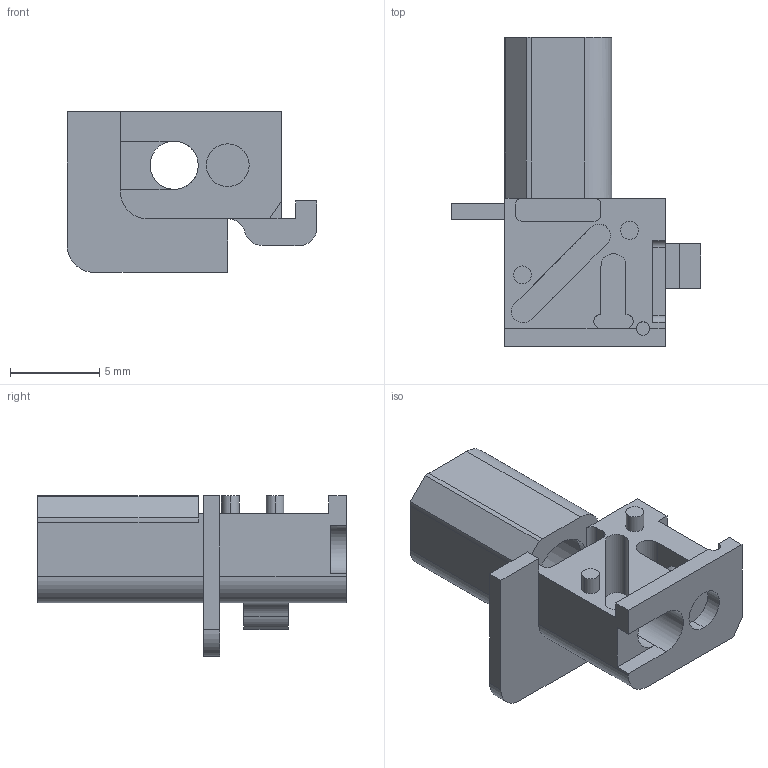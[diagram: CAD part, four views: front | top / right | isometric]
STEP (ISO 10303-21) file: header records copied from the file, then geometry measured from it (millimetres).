
FILE_DESCRIPTION (( 'STEP AP214' ), '1' );
FILE_NAME ('Modified_MS_MainBodyv3.2.STEP', '2023-08-11T07:16:29', ( '' ), ( '' ), 'SwSTEP 2.0', 'SolidWorks 2021', '' );
FILE_SCHEMA (( 'AUTOMOTIVE_DESIGN' ));
Length unit declared in the file: millimetre
Products named in the file (1): Modified_MS_MainBodyv3.2
Bounding box: 14 x 17.3 x 9 mm (x, y, z)
Volume: 391.9 mm3; surface area: 991.3 mm2
Topology: 1 solids, 1 shells, 109 faces, 299 edges, 191 vertices
Faces by surface type: plane 63, cylinder 44, bspline 2
Entity records: 3555 total; most frequent: CARTESIAN_POINT 702, DIRECTION 593, ORIENTED_EDGE 590, EDGE_CURVE 295, AXIS2_PLACEMENT_3D 198, VECTOR 197, LINE 197, VERTEX_POINT 191
